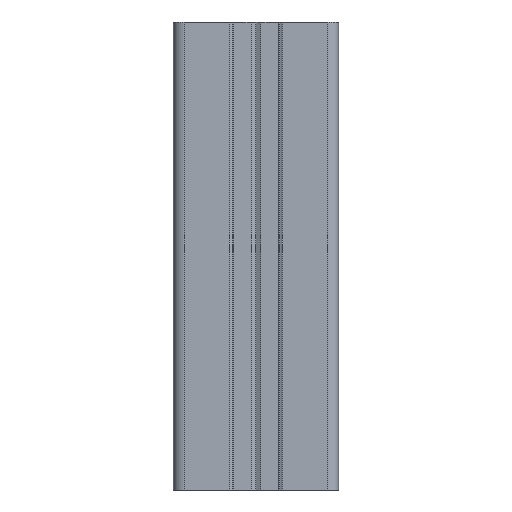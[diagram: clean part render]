
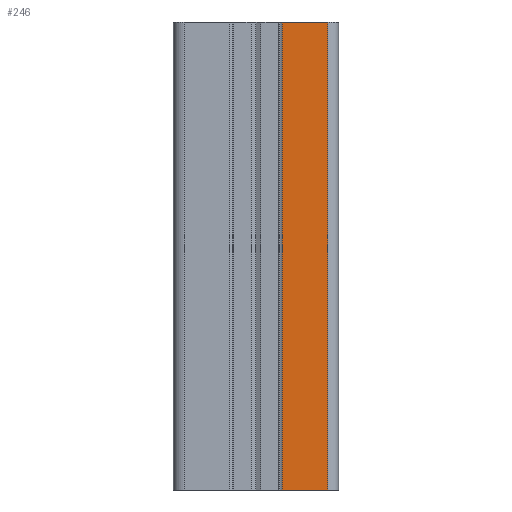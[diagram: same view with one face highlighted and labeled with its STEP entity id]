
A CAD part, front view. The second image highlights one B-rep face of the part: STEP entity #246.
In plain terms, the highlighted planar face has unit normal (0, -1, 0).
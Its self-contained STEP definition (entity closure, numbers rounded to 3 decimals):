
#22 = VERTEX_POINT ( 'NONE', #1587 ) ;
#35 = DIRECTION ( 'NONE',  ( 0., 0., 1. ) ) ;
#180 = ORIENTED_EDGE ( 'NONE', *, *, #3636, .F. ) ;
#246 = ADVANCED_FACE ( 'NONE', ( #2540 ), #538, .T. ) ;
#294 = CARTESIAN_POINT ( 'NONE',  ( 4.75, -15., 25. ) ) ;
#535 = EDGE_LOOP ( 'NONE', ( #180, #3376, #2335, #3999 ) ) ;
#538 = PLANE ( 'NONE',  #3057 ) ;
#546 = CARTESIAN_POINT ( 'NONE',  ( 4.75, -15., -60. ) ) ;
#594 = VERTEX_POINT ( 'NONE', #2469 ) ;
#754 = LINE ( 'NONE', #5622, #2196 ) ;
#781 = VECTOR ( 'NONE', #3473, 1000. ) ;
#812 = DIRECTION ( 'NONE',  ( 0., 0., 1. ) ) ;
#851 = EDGE_CURVE ( 'NONE', #2243, #4454, #2692, .T. ) ;
#1493 = VECTOR ( 'NONE', #2498, 1000. ) ;
#1587 = CARTESIAN_POINT ( 'NONE',  ( 13., -15., 25. ) ) ;
#2196 = VECTOR ( 'NONE', #812, 1000. ) ;
#2243 = VERTEX_POINT ( 'NONE', #3115 ) ;
#2335 = ORIENTED_EDGE ( 'NONE', *, *, #5326, .T. ) ;
#2469 = CARTESIAN_POINT ( 'NONE',  ( 13., -15., -60. ) ) ;
#2498 = DIRECTION ( 'NONE',  ( 1., 0., 0. ) ) ;
#2540 = FACE_OUTER_BOUND ( 'NONE', #535, .T. ) ;
#2599 = CARTESIAN_POINT ( 'NONE',  ( 4.75, -15., -60. ) ) ;
#2673 = EDGE_CURVE ( 'NONE', #594, #22, #754, .T. ) ;
#2692 = LINE ( 'NONE', #546, #4363 ) ;
#3057 = AXIS2_PLACEMENT_3D ( 'NONE', #5153, #4471, #4443 ) ;
#3115 = CARTESIAN_POINT ( 'NONE',  ( 4.75, -15., -60. ) ) ;
#3376 = ORIENTED_EDGE ( 'NONE', *, *, #851, .F. ) ;
#3473 = DIRECTION ( 'NONE',  ( 1., 0., 0. ) ) ;
#3636 = EDGE_CURVE ( 'NONE', #4454, #22, #4318, .T. ) ;
#3886 = CARTESIAN_POINT ( 'NONE',  ( 4.75, -15., 25. ) ) ;
#3999 = ORIENTED_EDGE ( 'NONE', *, *, #2673, .T. ) ;
#4318 = LINE ( 'NONE', #3886, #781 ) ;
#4363 = VECTOR ( 'NONE', #35, 1000. ) ;
#4443 = DIRECTION ( 'NONE',  ( 1., 0., 0. ) ) ;
#4454 = VERTEX_POINT ( 'NONE', #294 ) ;
#4471 = DIRECTION ( 'NONE',  ( 0., -1., 0. ) ) ;
#5153 = CARTESIAN_POINT ( 'NONE',  ( 4.75, -15., -60. ) ) ;
#5326 = EDGE_CURVE ( 'NONE', #2243, #594, #5664, .T. ) ;
#5622 = CARTESIAN_POINT ( 'NONE',  ( 13., -15., -60. ) ) ;
#5664 = LINE ( 'NONE', #2599, #1493 ) ;
